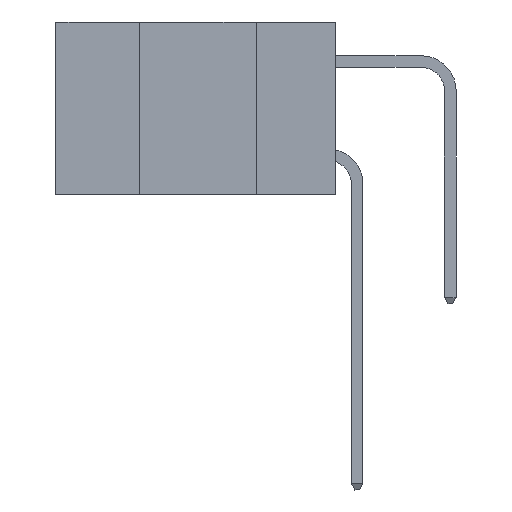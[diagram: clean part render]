
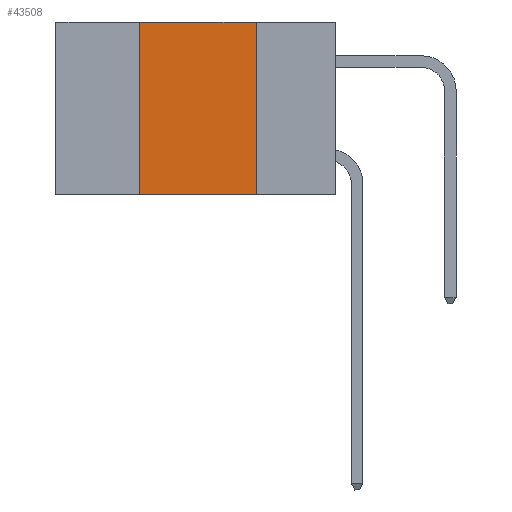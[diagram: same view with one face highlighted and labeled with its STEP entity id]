
A CAD part, left-side view. The second image highlights one B-rep face of the part: STEP entity #43508.
In plain terms, the highlighted planar face has unit normal (-1, 0, 0).
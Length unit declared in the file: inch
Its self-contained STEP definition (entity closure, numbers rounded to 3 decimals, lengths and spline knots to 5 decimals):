
#1339 = CARTESIAN_POINT ( 'NONE',  ( 0., 0.42, 0. ) ) ;
#1549 = VECTOR ( 'NONE', #12916, 39.37008 ) ;
#3292 = VECTOR ( 'NONE', #6677, 39.37008 ) ;
#3298 = CARTESIAN_POINT ( 'NONE',  ( 0., 0.17, 0. ) ) ;
#4307 = CARTESIAN_POINT ( 'NONE',  ( 0., 0.6, 0. ) ) ;
#5250 = ORIENTED_EDGE ( 'NONE', *, *, #39263, .F. ) ;
#6677 = DIRECTION ( 'NONE',  ( 0., 0., -1. ) ) ;
#7228 = CARTESIAN_POINT ( 'NONE',  ( 0., 0.42, -0.37 ) ) ;
#7573 = VECTOR ( 'NONE', #27985, 39.37008 ) ;
#7999 = DIRECTION ( 'NONE',  ( 0., 0., 1. ) ) ;
#8417 = LINE ( 'NONE', #43492, #1549 ) ;
#8978 = EDGE_LOOP ( 'NONE', ( #36016, #5250, #27858, #24251 ) ) ;
#12916 = DIRECTION ( 'NONE',  ( 0., -1., 0. ) ) ;
#13069 = EDGE_CURVE ( 'NONE', #36702, #43812, #8417, .T. ) ;
#13975 = EDGE_CURVE ( 'NONE', #36702, #36512, #37481, .T. ) ;
#16980 = LINE ( 'NONE', #26526, #3292 ) ;
#19704 = AXIS2_PLACEMENT_3D ( 'NONE', #23551, #41055, #20260 ) ;
#20260 = DIRECTION ( 'NONE',  ( 0., 0., -1. ) ) ;
#23524 = CARTESIAN_POINT ( 'NONE',  ( 0., 0.42, 0. ) ) ;
#23551 = CARTESIAN_POINT ( 'NONE',  ( 0., 0.6, 0. ) ) ;
#24251 = ORIENTED_EDGE ( 'NONE', *, *, #13069, .T. ) ;
#25027 = CARTESIAN_POINT ( 'NONE',  ( 0., 0.17, -0.37 ) ) ;
#26127 = LINE ( 'NONE', #4307, #7573 ) ;
#26526 = CARTESIAN_POINT ( 'NONE',  ( 0., 0.17, 0. ) ) ;
#26883 = VECTOR ( 'NONE', #7999, 39.37008 ) ;
#27858 = ORIENTED_EDGE ( 'NONE', *, *, #13975, .F. ) ;
#27985 = DIRECTION ( 'NONE',  ( 0., -1., 0. ) ) ;
#29171 = EDGE_CURVE ( 'NONE', #40171, #43812, #16980, .T. ) ;
#30740 = FACE_OUTER_BOUND ( 'NONE', #8978, .T. ) ;
#36016 = ORIENTED_EDGE ( 'NONE', *, *, #29171, .F. ) ;
#36512 = VERTEX_POINT ( 'NONE', #23524 ) ;
#36702 = VERTEX_POINT ( 'NONE', #7228 ) ;
#37481 = LINE ( 'NONE', #1339, #26883 ) ;
#39263 = EDGE_CURVE ( 'NONE', #36512, #40171, #26127, .T. ) ;
#40171 = VERTEX_POINT ( 'NONE', #3298 ) ;
#40469 = PLANE ( 'NONE',  #19704 ) ;
#41055 = DIRECTION ( 'NONE',  ( 1., 0., 0. ) ) ;
#43492 = CARTESIAN_POINT ( 'NONE',  ( 0., 0.6, -0.37 ) ) ;
#43508 = ADVANCED_FACE ( 'NONE', ( #30740 ), #40469, .F. ) ;
#43812 = VERTEX_POINT ( 'NONE', #25027 ) ;
